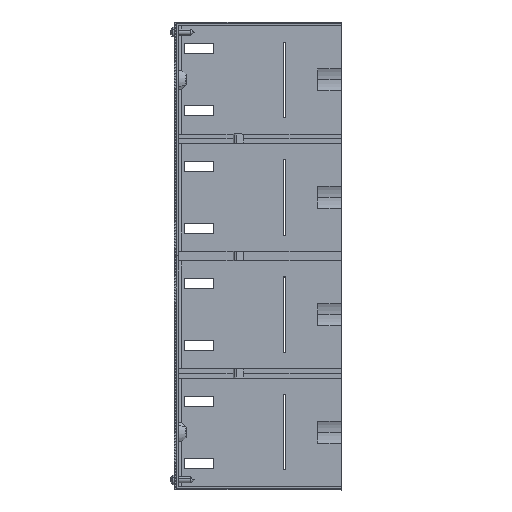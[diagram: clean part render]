
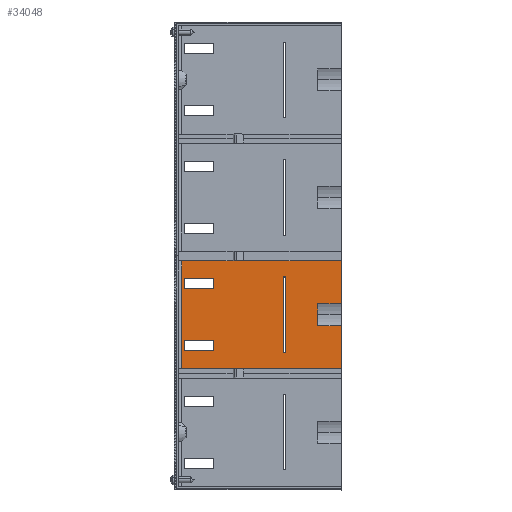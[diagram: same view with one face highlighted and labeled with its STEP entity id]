
A CAD part, top view. The second image highlights one B-rep face of the part: STEP entity #34048.
In plain terms, the highlighted planar face has unit normal (0, 0, 1).
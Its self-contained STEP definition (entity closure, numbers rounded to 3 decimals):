
#5435=DIRECTION('',(1.,0.,0.));
#5436=VECTOR('',#5435,95.);
#5437=CARTESIAN_POINT('',(-46.7,33.25,
-112.29));
#5438=LINE('',#5437,#5436);
#5464=DIRECTION('',(1.,0.,0.));
#5465=VECTOR('',#5464,95.);
#5466=CARTESIAN_POINT('',(-46.7,-33.25,-112.29));
#5467=LINE('',#5466,#5465);
#5700=DIRECTION('',(0.,1.,0.));
#5701=VECTOR('',#5700,26.712);
#5702=CARTESIAN_POINT('',(48.3,-33.25,
-112.29));
#5703=LINE('',#5702,#5701);
#5723=DIRECTION('',(0.,1.,0.));
#5724=VECTOR('',#5723,26.712);
#5725=CARTESIAN_POINT('',(48.3,6.538,-112.29));
#5726=LINE('',#5725,#5724);
#7205=DIRECTION('',(-1.,0.,0.));
#7206=VECTOR('',#7205,1.5);
#7207=CARTESIAN_POINT('',(15.3,-22.5,
-112.29));
#7208=LINE('',#7207,#7206);
#7254=DIRECTION('',(0.,-1.,0.));
#7255=VECTOR('',#7254,45.);
#7256=CARTESIAN_POINT('',(15.3,22.5,-112.29));
#7257=LINE('',#7256,#7255);
#7482=DIRECTION('',(0.,1.,0.));
#7483=VECTOR('',#7482,45.);
#7484=CARTESIAN_POINT('',(13.8,-22.5,
-112.29));
#7485=LINE('',#7484,#7483);
#7679=DIRECTION('',(1.,0.,0.));
#7680=VECTOR('',#7679,1.5);
#7681=CARTESIAN_POINT('',(13.8,22.5,-112.29));
#7682=LINE('',#7681,#7680);
#7686=DIRECTION('',(1.,0.,0.));
#7687=VECTOR('',#7686,17.5);
#7688=CARTESIAN_POINT('',(-45.2,21.5,-112.29));
#7689=LINE('',#7688,#7687);
#7700=DIRECTION('',(0.,1.,0.));
#7701=VECTOR('',#7700,6.);
#7702=CARTESIAN_POINT('',(-45.2,15.5,-112.29));
#7703=LINE('',#7702,#7701);
#7721=DIRECTION('',(-1.,0.,0.));
#7722=VECTOR('',#7721,17.5);
#7723=CARTESIAN_POINT('',(-27.7,15.5,-112.29));
#7724=LINE('',#7723,#7722);
#7742=DIRECTION('',(0.,-1.,0.));
#7743=VECTOR('',#7742,6.);
#7744=CARTESIAN_POINT('',(-27.7,21.5,-112.29));
#7745=LINE('',#7744,#7743);
#7770=DIRECTION('',(1.,0.,0.));
#7771=VECTOR('',#7770,17.5);
#7772=CARTESIAN_POINT('',(-45.2,-15.5,-112.29));
#7773=LINE('',#7772,#7771);
#7784=DIRECTION('',(0.,1.,0.));
#7785=VECTOR('',#7784,6.);
#7786=CARTESIAN_POINT('',(-45.2,-21.5,-112.29));
#7787=LINE('',#7786,#7785);
#7805=DIRECTION('',(-1.,0.,0.));
#7806=VECTOR('',#7805,17.5);
#7807=CARTESIAN_POINT('',(-27.7,-21.5,-112.29));
#7808=LINE('',#7807,#7806);
#7826=DIRECTION('',(0.,-1.,0.));
#7827=VECTOR('',#7826,6.);
#7828=CARTESIAN_POINT('',(-27.7,-15.5,-112.29));
#7829=LINE('',#7828,#7827);
#9239=DIRECTION('',(-1.,0.,0.));
#9240=VECTOR('',#9239,14.);
#9241=CARTESIAN_POINT('',(48.3,-6.538,
-112.29));
#9242=LINE('',#9241,#9240);
#9246=DIRECTION('',(0.,1.,0.));
#9247=VECTOR('',#9246,13.077);
#9248=CARTESIAN_POINT('',(34.3,-6.538,
-112.29));
#9249=LINE('',#9248,#9247);
#9276=DIRECTION('',(1.,0.,0.));
#9277=VECTOR('',#9276,14.);
#9278=CARTESIAN_POINT('',(34.3,6.538,-112.29));
#9279=LINE('',#9278,#9277);
#9488=DIRECTION('',(0.,-1.,0.));
#9489=VECTOR('',#9488,66.5);
#9490=CARTESIAN_POINT('',(-46.7,33.25,
-112.29));
#9491=LINE('',#9490,#9489);
#27382=CARTESIAN_POINT('',(48.3,33.25,
-112.29));
#27384=VERTEX_POINT('',#27382);
#27392=CARTESIAN_POINT('',(-46.7,33.25,-112.29));
#27394=VERTEX_POINT('',#27392);
#27396=CARTESIAN_POINT('',(-27.7,21.5,-112.29));
#27397=CARTESIAN_POINT('',(-27.7,15.5,-112.29));
#27398=VERTEX_POINT('',#27396);
#27399=VERTEX_POINT('',#27397);
#27400=CARTESIAN_POINT('',(-27.7,-15.5,-112.29));
#27401=CARTESIAN_POINT('',(-27.7,-21.5,-112.29));
#27402=VERTEX_POINT('',#27400);
#27403=VERTEX_POINT('',#27401);
#27412=CARTESIAN_POINT('',(-46.7,-33.25,-112.29));
#27413=VERTEX_POINT('',#27412);
#27414=CARTESIAN_POINT('',(48.3,-33.25,
-112.29));
#27415=VERTEX_POINT('',#27414);
#27472=CARTESIAN_POINT('',(48.3,-6.538,
-112.29));
#27473=VERTEX_POINT('',#27472);
#27476=CARTESIAN_POINT('',(48.3,6.538,
-112.29));
#27477=VERTEX_POINT('',#27476);
#27702=CARTESIAN_POINT('',(15.3,-22.5,
-112.29));
#27703=CARTESIAN_POINT('',(13.8,-22.5,
-112.29));
#27704=VERTEX_POINT('',#27702);
#27705=VERTEX_POINT('',#27703);
#27716=CARTESIAN_POINT('',(15.3,22.5,-112.29));
#27717=VERTEX_POINT('',#27716);
#27742=CARTESIAN_POINT('',(13.8,22.5,
-112.29));
#27743=VERTEX_POINT('',#27742);
#27758=CARTESIAN_POINT('',(-45.2,21.5,-112.29));
#27759=VERTEX_POINT('',#27758);
#27760=CARTESIAN_POINT('',(-45.2,15.5,-112.29));
#27761=VERTEX_POINT('',#27760);
#27764=CARTESIAN_POINT('',(-45.2,-15.5,-112.29));
#27765=VERTEX_POINT('',#27764);
#27766=CARTESIAN_POINT('',(-45.2,-21.5,-112.29));
#27767=VERTEX_POINT('',#27766);
#27896=CARTESIAN_POINT('',(34.3,-6.538,
-112.29));
#27897=VERTEX_POINT('',#27896);
#27900=CARTESIAN_POINT('',(34.3,6.538,-112.29));
#27901=VERTEX_POINT('',#27900);
#33996=CARTESIAN_POINT('',(0.8,0.,-112.29));
#33997=DIRECTION('',(0.,0.,1.));
#33998=DIRECTION('',(-1.,0.,0.));
#33999=AXIS2_PLACEMENT_3D('',#33996,#33997,#33998);
#34000=PLANE('',#33999);
#34002=ORIENTED_EDGE('',*,*,#34001,.F.);
#34004=ORIENTED_EDGE('',*,*,#34003,.F.);
#34005=ORIENTED_EDGE('',*,*,#33988,.T.);
#34007=ORIENTED_EDGE('',*,*,#34006,.F.);
#34009=ORIENTED_EDGE('',*,*,#34008,.F.);
#34011=ORIENTED_EDGE('',*,*,#34010,.F.);
#34013=ORIENTED_EDGE('',*,*,#34012,.F.);
#34015=ORIENTED_EDGE('',*,*,#34014,.F.);
#34016=EDGE_LOOP('',(#34002,#34004,#34005,#34007,#34009,#34011,#34013,#34015));
#34017=FACE_OUTER_BOUND('',#34016,.F.);
#34019=ORIENTED_EDGE('',*,*,#34018,.F.);
#34021=ORIENTED_EDGE('',*,*,#34020,.F.);
#34023=ORIENTED_EDGE('',*,*,#34022,.F.);
#34025=ORIENTED_EDGE('',*,*,#34024,.F.);
#34026=EDGE_LOOP('',(#34019,#34021,#34023,#34025));
#34027=FACE_BOUND('',#34026,.F.);
#34029=ORIENTED_EDGE('',*,*,#34028,.F.);
#34031=ORIENTED_EDGE('',*,*,#34030,.F.);
#34033=ORIENTED_EDGE('',*,*,#34032,.F.);
#34035=ORIENTED_EDGE('',*,*,#34034,.F.);
#34036=EDGE_LOOP('',(#34029,#34031,#34033,#34035));
#34037=FACE_BOUND('',#34036,.F.);
#34039=ORIENTED_EDGE('',*,*,#34038,.F.);
#34041=ORIENTED_EDGE('',*,*,#34040,.F.);
#34043=ORIENTED_EDGE('',*,*,#34042,.F.);
#34045=ORIENTED_EDGE('',*,*,#34044,.F.);
#34046=EDGE_LOOP('',(#34039,#34041,#34043,#34045));
#34047=FACE_BOUND('',#34046,.F.);
#33988=EDGE_CURVE('',#27394,#27384,#5438,.T.);
#34001=EDGE_CURVE('',#27413,#27415,#5467,.T.);
#34003=EDGE_CURVE('',#27394,#27413,#9491,.T.);
#34006=EDGE_CURVE('',#27477,#27384,#5726,.T.);
#34008=EDGE_CURVE('',#27901,#27477,#9279,.T.);
#34010=EDGE_CURVE('',#27897,#27901,#9249,.T.);
#34012=EDGE_CURVE('',#27473,#27897,#9242,.T.);
#34014=EDGE_CURVE('',#27415,#27473,#5703,.T.);
#34018=EDGE_CURVE('',#27705,#27743,#7485,.T.);
#34020=EDGE_CURVE('',#27704,#27705,#7208,.T.);
#34022=EDGE_CURVE('',#27717,#27704,#7257,.T.);
#34024=EDGE_CURVE('',#27743,#27717,#7682,.T.);
#34028=EDGE_CURVE('',#27761,#27759,#7703,.T.);
#34030=EDGE_CURVE('',#27399,#27761,#7724,.T.);
#34032=EDGE_CURVE('',#27398,#27399,#7745,.T.);
#34034=EDGE_CURVE('',#27759,#27398,#7689,.T.);
#34038=EDGE_CURVE('',#27767,#27765,#7787,.T.);
#34040=EDGE_CURVE('',#27403,#27767,#7808,.T.);
#34042=EDGE_CURVE('',#27402,#27403,#7829,.T.);
#34044=EDGE_CURVE('',#27765,#27402,#7773,.T.);
#34048=ADVANCED_FACE('',(#34017,#34027,#34037,#34047),#34000,.T.);
